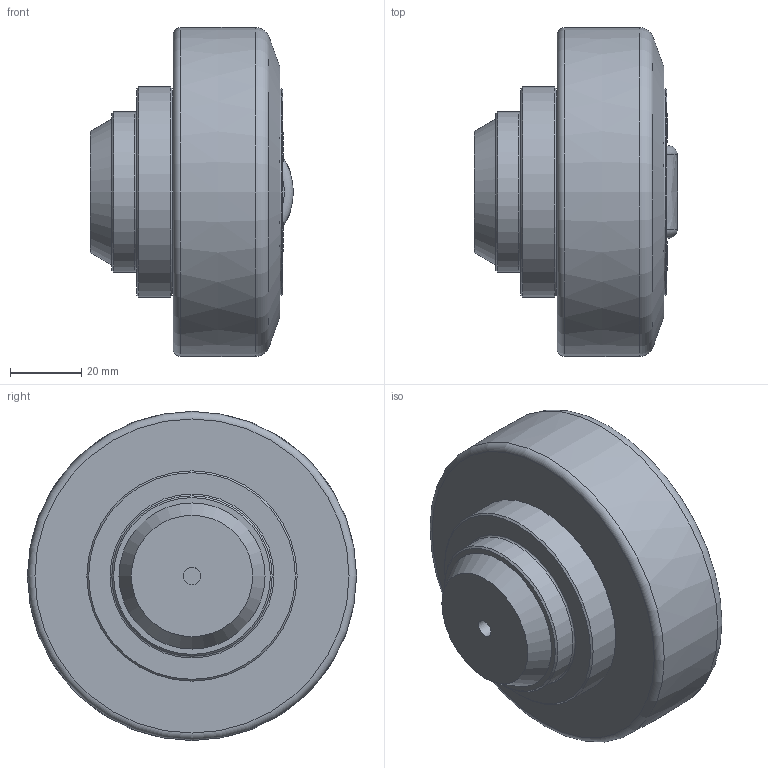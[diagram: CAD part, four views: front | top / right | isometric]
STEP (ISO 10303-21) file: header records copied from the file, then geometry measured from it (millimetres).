
FILE_DESCRIPTION(/* description */ ('-','CAx-IF Rec.Pracs.---Representation and Presentation of Product Manufacturing Information (PMI)---4.0---2014-10-13'),/* implementation_level */ '2;1');
FILE_NAME(/* name */ 'ea88d037-b789-412a-992d-c78de9b1df6f.stp',/* time_stamp */ '2020-04-01T16:48:25+02:00',/* author */ ('-'),/* organization */ ('NTI CADcenter A/S'),/* preprocessor_version */ 'ST-DEVELOPER v18',/* originating_system */ 'Autodesk Inventor 2020',/* authorisation */ '-');
FILE_SCHEMA (('AP242_MANAGED_MODEL_BASED_3D_ENGINEERING_MIM_LF { 1 0 10303 442 1 1 4 }'));
Length unit declared in the file: millimetre
Products named in the file (1): XTR 090.0200_Kontur
Bounding box: 57 x 92.39 x 92.39 mm (x, y, z)
Volume: 242215.7 mm3; surface area: 25130.6 mm2
Topology: 1 solids, 1 shells, 81 faces, 212 edges, 149 vertices
Faces by surface type: plane 48, cylinder 16, cone 10, torus 5, bspline 2
Full cylindrical faces by diameter (mm): 2.5 x1, 4.917 x1, 8 x4, 45 x1, 55.3 x1, 58 x1, 59 x1
Entity records: 2704 total; most frequent: CARTESIAN_POINT 581, DIRECTION 447, ORIENTED_EDGE 424, EDGE_CURVE 212, AXIS2_PLACEMENT_3D 167, VERTEX_POINT 149, LINE 113, VECTOR 113
